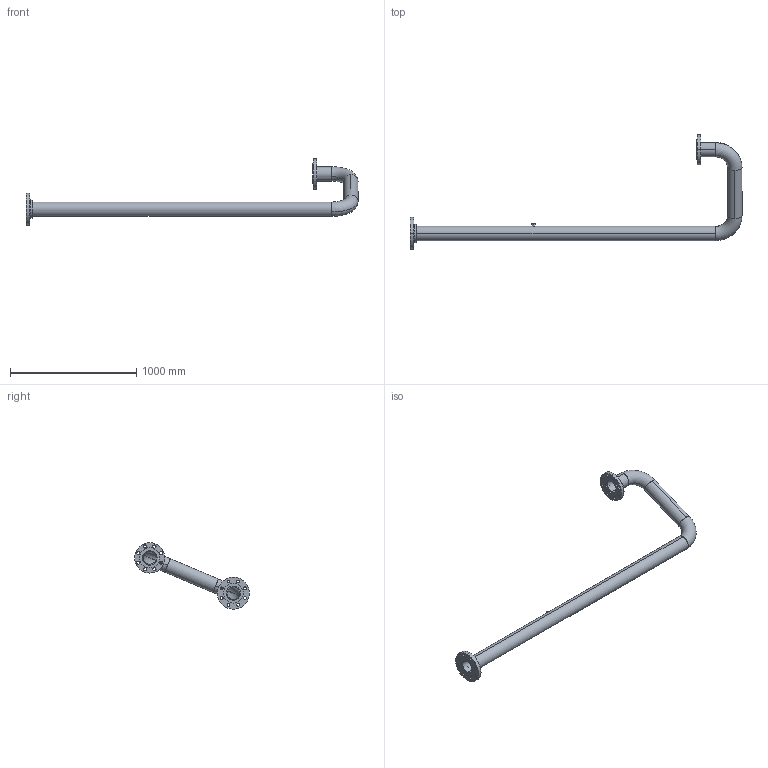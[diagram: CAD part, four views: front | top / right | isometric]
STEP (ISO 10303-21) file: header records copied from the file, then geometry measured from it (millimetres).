
FILE_DESCRIPTION (( 'STEP AP203' ), '1' );
FILE_NAME ('13-2921-4_REV_.step', '2026-01-16T23:42:42', ( '' ), ( '' ), 'SwSTEP 2.0', 'SolidWorks 2025', '' );
FILE_SCHEMA (( 'CONFIG_CONTROL_DESIGN' ));
Length unit declared in the file: millimetre
Products named in the file (6): OEM-100-JIS30K-P-316L_Default<As Machined>; 13-2921-4-1_Default<As Machined>; 13-2921-4_REV_; OEM-100-LR-40-316L_Default<As Machined>; OEM-100-300-SO-316L; OEM-1_2-BSPP-3000-316L
Assembly tree (6 placements, depth 2):
  13-2921-4_REV_
    13-2921-4-1_Default<As Machined>
    OEM-100-LR-40-316L_Default<As Machined>  x2
    OEM-100-JIS30K-P-316L_Default<As Machined>
    OEM-100-300-SO-316L
    OEM-1_2-BSPP-3000-316L
Bounding box: 2632.15 x 910.33 x 527 mm (x, y, z)
Volume: 9180481.5 mm3; surface area: 2624018.8 mm2
Topology: 8 solids, 8 shells, 95 faces, 222 edges, 146 vertices
Faces by surface type: cylinder 62, plane 19, torus 12, cone 2
Entity records: 3394 total; most frequent: DIRECTION 552, CARTESIAN_POINT 446, ORIENTED_EDGE 420, AXIS2_PLACEMENT_3D 244, EDGE_CURVE 210, CIRCLE 146, VERTEX_POINT 138, EDGE_LOOP 138
